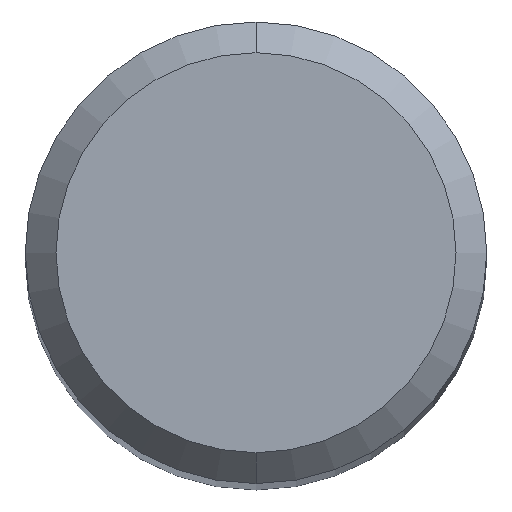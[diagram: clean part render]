
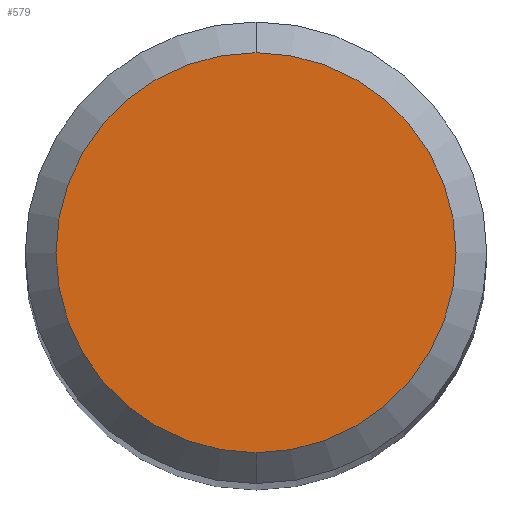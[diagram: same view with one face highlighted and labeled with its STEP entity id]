
A CAD part, top view. The second image highlights one B-rep face of the part: STEP entity #579.
In plain terms, the highlighted planar face has unit normal (0, 0, 1).
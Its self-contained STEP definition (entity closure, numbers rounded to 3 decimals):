
#449=EDGE_CURVE('',#871,#615,#1104,.T.);
#579=ADVANCED_FACE('',(#1242),#1243,.T.);
#615=VERTEX_POINT('',#1279);
#767=EDGE_CURVE('',#615,#871,#1447,.T.);
#871=VERTEX_POINT('',#1554);
#1104=CIRCLE('',#2915,2.6);
#1242=FACE_OUTER_BOUND('',#3536,.T.);
#1243=PLANE('',#3537);
#1279=CARTESIAN_POINT('',(0.0,2.6,0.0));
#1447=CIRCLE('',#5065,2.6);
#1554=CARTESIAN_POINT('',(0.,-2.6,0.0));
#2915=AXIS2_PLACEMENT_3D('',#7748,#7749,#7750);
#3536=EDGE_LOOP('',(#7860,#7861));
#3537=AXIS2_PLACEMENT_3D('',#7862,#7863,#7864);
#5065=AXIS2_PLACEMENT_3D('',#8082,#8083,#8084);
#7748=CARTESIAN_POINT('',(0.0,0.0,0.0));
#7749=DIRECTION('',(0.0,0.0,-1.0));
#7750=DIRECTION('',(0.0,1.0,0.0));
#7860=ORIENTED_EDGE('',*,*,#767,.F.);
#7861=ORIENTED_EDGE('',*,*,#449,.F.);
#7862=CARTESIAN_POINT('',(0.0,1.3,0.0));
#7863=DIRECTION('',(-0.0,0.0,1.0));
#7864=DIRECTION('',(0.0,-1.0,0.0));
#8082=CARTESIAN_POINT('',(0.0,0.0,0.0));
#8083=DIRECTION('',(0.0,0.0,-1.0));
#8084=DIRECTION('',(0.0,1.0,0.0));
